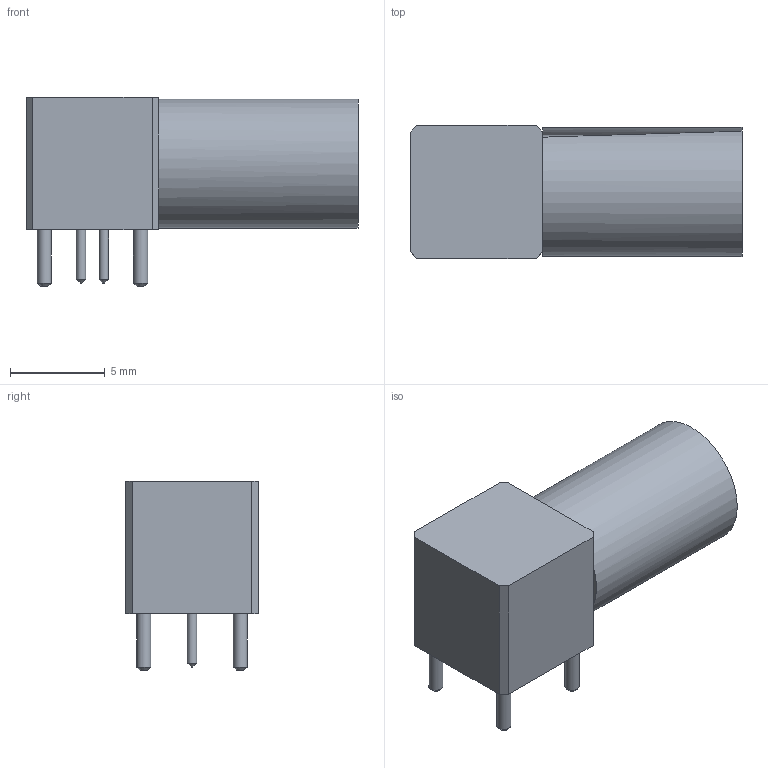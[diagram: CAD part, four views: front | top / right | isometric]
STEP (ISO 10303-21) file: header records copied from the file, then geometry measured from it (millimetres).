
FILE_DESCRIPTION(('FreeCAD Model'),'2;1');
FILE_NAME('Open CASCADE Shape Model','2021-06-11T00:05:20',( 'kicad StepUp'),('ksu MCAD'),'Open CASCADE STEP processor 7.5', 'FreeCAD','Unknown');
FILE_SCHEMA(('AUTOMOTIVE_DESIGN { 1 0 10303 214 1 1 1 1 }'));
Length unit declared in the file: millimetre
Products named in the file (1): LEMO_EPG_00_302_NLN_cp
Bounding box: 17.5 x 7 x 10 mm (x, y, z)
Volume: 458.5 mm3; surface area: 782.4 mm2
Topology: 1 solids, 1 shells, 35 faces, 68 edges, 42 vertices
Faces by surface type: plane 21, cylinder 8, cone 6
Full cylindrical faces by diameter (mm): 0.5 x2, 0.75 x4, 6 x1
Entity records: 910 total; most frequent: DIRECTION 166, CARTESIAN_POINT 146, ORIENTED_EDGE 136, EDGE_CURVE 68, AXIS2_PLACEMENT_3D 62, FACE_BOUND 42, EDGE_LOOP 42, VERTEX_POINT 42
